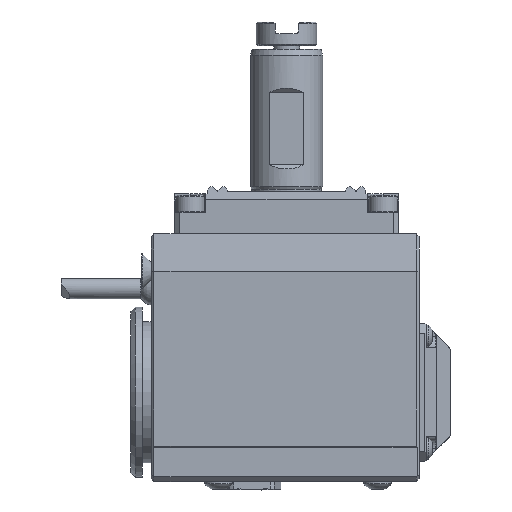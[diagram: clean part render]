
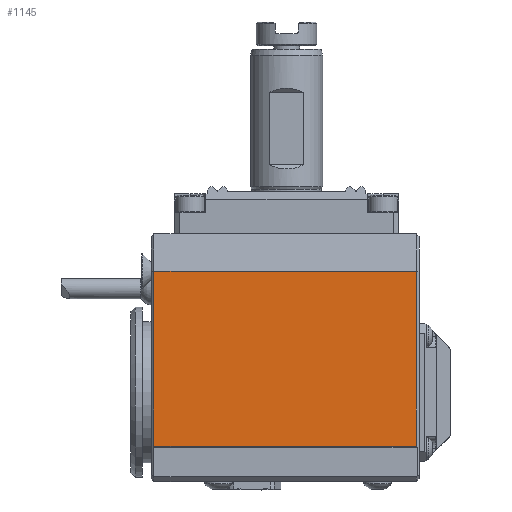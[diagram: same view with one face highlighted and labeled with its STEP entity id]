
A CAD part, front view. The second image highlights one B-rep face of the part: STEP entity #1145.
In plain terms, the highlighted planar face has unit normal (0, -1, 0).
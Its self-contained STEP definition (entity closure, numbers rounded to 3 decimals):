
#201=LINE('',#6510,#540);
#224=LINE('',#6556,#563);
#226=LINE('',#6560,#565);
#231=LINE('',#6570,#570);
#540=VECTOR('',#5046,1.);
#563=VECTOR('',#5083,1.);
#565=VECTOR('',#5087,1.);
#570=VECTOR('',#5096,1.);
#1145=ADVANCED_FACE('',(#1538),#1372,.T.);
#1372=PLANE('',#4422);
#1538=FACE_OUTER_BOUND('',#1763,.T.);
#1763=EDGE_LOOP('',(#2406,#2407,#2408,#2409));
#2406=ORIENTED_EDGE('',*,*,#3767,.T.);
#2407=ORIENTED_EDGE('',*,*,#3742,.T.);
#2408=ORIENTED_EDGE('',*,*,#3765,.T.);
#2409=ORIENTED_EDGE('',*,*,#3772,.T.);
#3285=VERTEX_POINT('',#6501);
#3287=VERTEX_POINT('',#6506);
#3304=VERTEX_POINT('',#6555);
#3306=VERTEX_POINT('',#6561);
#3742=EDGE_CURVE('',#3287,#3285,#201,.T.);
#3765=EDGE_CURVE('',#3285,#3304,#224,.T.);
#3767=EDGE_CURVE('',#3306,#3287,#226,.T.);
#3772=EDGE_CURVE('',#3304,#3306,#231,.T.);
#4422=AXIS2_PLACEMENT_3D('',#6571,#5097,#5098);
#5046=DIRECTION('',(0.,0.,1.));
#5083=DIRECTION('',(-1.,0.,0.));
#5087=DIRECTION('',(1.,0.,0.));
#5096=DIRECTION('',(0.,0.,-1.));
#5097=DIRECTION('',(0.,-1.,0.));
#5098=DIRECTION('',(-1.,0.,0.));
#6501=CARTESIAN_POINT('',(45.,-33.,-27.994));
#6506=CARTESIAN_POINT('',(45.,-33.,-88.7));
#6510=CARTESIAN_POINT('',(45.,-33.,-27.994));
#6555=CARTESIAN_POINT('',(-46.,-33.,-27.994));
#6556=CARTESIAN_POINT('',(188.428,-33.,-27.994));
#6560=CARTESIAN_POINT('',(-47.,-33.,-88.7));
#6561=CARTESIAN_POINT('',(-46.,-33.,-88.7));
#6570=CARTESIAN_POINT('',(-46.,-33.,-88.7));
#6571=CARTESIAN_POINT('',(-47.,-33.,-101.));
